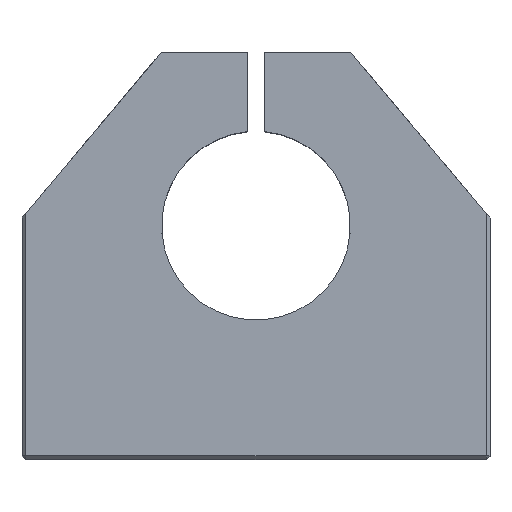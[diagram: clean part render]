
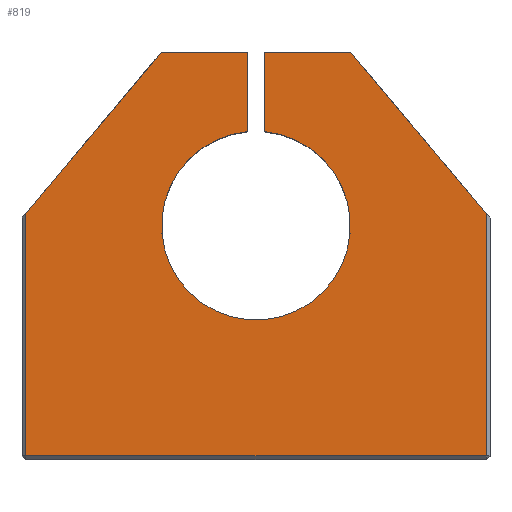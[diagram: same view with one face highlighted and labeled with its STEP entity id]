
A CAD part, top view. The second image highlights one B-rep face of the part: STEP entity #819.
In plain terms, the highlighted planar face has unit normal (0, 0, 1).
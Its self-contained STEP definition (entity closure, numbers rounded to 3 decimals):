
#66=CIRCLE('',#911,12.5);
#107=FACE_OUTER_BOUND('',#163,.T.);
#163=EDGE_LOOP('',(#681,#682,#683,#684,#685,#686,#687,#688,#689,#690));
#202=LINE('',#1295,#283);
#227=LINE('',#1375,#308);
#231=LINE('',#1381,#312);
#239=LINE('',#1395,#320);
#244=LINE('',#1405,#325);
#245=LINE('',#1407,#326);
#246=LINE('',#1409,#327);
#247=LINE('',#1413,#328);
#248=LINE('',#1414,#329);
#283=VECTOR('',#998,10.);
#308=VECTOR('',#1079,10.);
#312=VECTOR('',#1087,10.);
#320=VECTOR('',#1103,10.);
#325=VECTOR('',#1112,10.);
#326=VECTOR('',#1113,10.);
#327=VECTOR('',#1114,10.);
#328=VECTOR('',#1117,10.);
#329=VECTOR('',#1118,10.);
#367=VERTEX_POINT('',#1291);
#369=VERTEX_POINT('',#1294);
#389=VERTEX_POINT('',#1354);
#395=VERTEX_POINT('',#1368);
#398=VERTEX_POINT('',#1393);
#401=VERTEX_POINT('',#1404);
#402=VERTEX_POINT('',#1406);
#403=VERTEX_POINT('',#1408);
#404=VERTEX_POINT('',#1410);
#405=VERTEX_POINT('',#1412);
#449=EDGE_CURVE('',#367,#369,#202,.T.);
#487=EDGE_CURVE('',#395,#367,#227,.T.);
#491=EDGE_CURVE('',#389,#395,#231,.T.);
#499=EDGE_CURVE('',#398,#389,#239,.T.);
#504=EDGE_CURVE('',#401,#398,#244,.T.);
#505=EDGE_CURVE('',#402,#401,#245,.T.);
#506=EDGE_CURVE('',#403,#402,#246,.T.);
#507=EDGE_CURVE('',#404,#403,#66,.T.);
#508=EDGE_CURVE('',#405,#404,#247,.T.);
#509=EDGE_CURVE('',#369,#405,#248,.T.);
#681=ORIENTED_EDGE('',*,*,#487,.F.);
#682=ORIENTED_EDGE('',*,*,#491,.F.);
#683=ORIENTED_EDGE('',*,*,#499,.F.);
#684=ORIENTED_EDGE('',*,*,#504,.F.);
#685=ORIENTED_EDGE('',*,*,#505,.F.);
#686=ORIENTED_EDGE('',*,*,#506,.F.);
#687=ORIENTED_EDGE('',*,*,#507,.F.);
#688=ORIENTED_EDGE('',*,*,#508,.F.);
#689=ORIENTED_EDGE('',*,*,#509,.F.);
#690=ORIENTED_EDGE('',*,*,#449,.F.);
#771=PLANE('',#910);
#819=ADVANCED_FACE('',(#107),#771,.T.);
#910=AXIS2_PLACEMENT_3D('',#1403,#1110,#1111);
#911=AXIS2_PLACEMENT_3D('',#1411,#1115,#1116);
#998=DIRECTION('',(0.643,0.766,0.));
#1079=DIRECTION('',(0.,1.,0.));
#1087=DIRECTION('',(-1.,0.,0.));
#1103=DIRECTION('',(0.,-1.,0.));
#1110=DIRECTION('center_axis',(0.,0.,1.));
#1111=DIRECTION('ref_axis',(1.,0.,0.));
#1112=DIRECTION('',(0.643,-0.766,0.));
#1113=DIRECTION('',(1.,0.,0.));
#1114=DIRECTION('',(0.,1.,0.));
#1115=DIRECTION('center_axis',(0.,0.,1.));
#1116=DIRECTION('ref_axis',(0.086,-0.996,0.));
#1117=DIRECTION('',(0.,-1.,0.));
#1118=DIRECTION('',(1.,0.,0.));
#1291=CARTESIAN_POINT('',(-30.5,5.596,14.));
#1294=CARTESIAN_POINT('',(-12.54,27.,14.));
#1295=CARTESIAN_POINT('',(-20.634,17.354,14.));
#1354=CARTESIAN_POINT('',(30.5,-26.5,14.));
#1368=CARTESIAN_POINT('',(-30.5,-26.5,14.));
#1375=CARTESIAN_POINT('',(-30.5,-12.326,14.));
#1381=CARTESIAN_POINT('',(15.5,-26.5,14.));
#1393=CARTESIAN_POINT('',(30.5,5.596,14.));
#1395=CARTESIAN_POINT('',(30.5,14.674,14.));
#1403=CARTESIAN_POINT('Origin',(0.,2.348,
14.));
#1404=CARTESIAN_POINT('',(12.54,27.,14.));
#1405=CARTESIAN_POINT('',(20.634,17.354,14.));
#1406=CARTESIAN_POINT('',(1.075,27.,14.));
#1407=CARTESIAN_POINT('',(31.,27.,14.));
#1408=CARTESIAN_POINT('',(1.075,16.454,14.));
#1409=CARTESIAN_POINT('',(1.075,27.,14.));
#1410=CARTESIAN_POINT('',(-1.075,16.454,14.));
#1411=CARTESIAN_POINT('Origin',(0.,4.,14.));
#1412=CARTESIAN_POINT('',(-1.075,27.,14.));
#1413=CARTESIAN_POINT('',(-1.075,16.454,14.));
#1414=CARTESIAN_POINT('',(-1.075,27.,14.));
